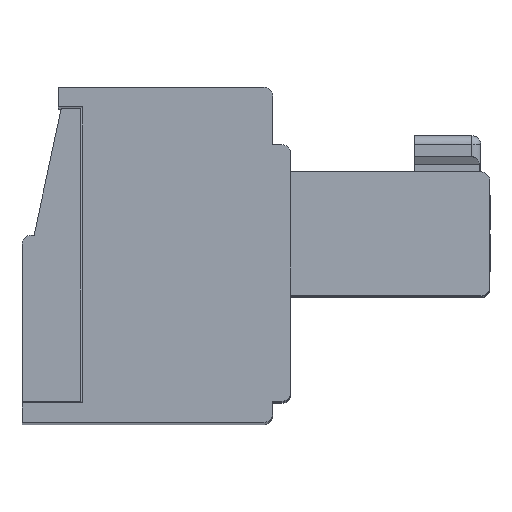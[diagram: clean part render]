
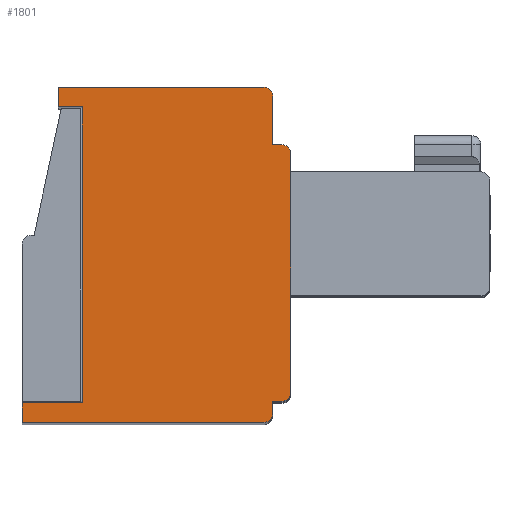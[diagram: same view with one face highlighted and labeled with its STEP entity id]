
A CAD part, top view. The second image highlights one B-rep face of the part: STEP entity #1801.
In plain terms, the highlighted planar face has unit normal (0, 0, 1).
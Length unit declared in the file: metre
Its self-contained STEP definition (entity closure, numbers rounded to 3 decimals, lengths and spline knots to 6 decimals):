
#1801=ADVANCED_FACE('',(#3998),#3999,.F.);
#3998=FACE_OUTER_BOUND('',#6512,.T.);
#3999=PLANE('',#6513);
#6512=EDGE_LOOP('',(#12010,#12011,#12012,#12013,#12014,#12015,#12016,#12017,#12018,#12019,#12020,#12021,#12022,#12023,#12024,#12025));
#6513=AXIS2_PLACEMENT_3D('',#12026,#12027,#12028);
#12010=ORIENTED_EDGE('',*,*,#16335,.F.);
#12011=ORIENTED_EDGE('',*,*,#16340,.T.);
#12012=ORIENTED_EDGE('',*,*,#16362,.T.);
#12013=ORIENTED_EDGE('',*,*,#16343,.T.);
#12014=ORIENTED_EDGE('',*,*,#16360,.T.);
#12015=ORIENTED_EDGE('',*,*,#16357,.T.);
#12016=ORIENTED_EDGE('',*,*,#16446,.T.);
#12017=ORIENTED_EDGE('',*,*,#16447,.T.);
#12018=ORIENTED_EDGE('',*,*,#16438,.F.);
#12019=ORIENTED_EDGE('',*,*,#16419,.T.);
#12020=ORIENTED_EDGE('',*,*,#16424,.T.);
#12021=ORIENTED_EDGE('',*,*,#16353,.T.);
#12022=ORIENTED_EDGE('',*,*,#16417,.T.);
#12023=ORIENTED_EDGE('',*,*,#16320,.T.);
#12024=ORIENTED_EDGE('',*,*,#16317,.T.);
#12025=ORIENTED_EDGE('',*,*,#16313,.T.);
#12026=CARTESIAN_POINT('',(0.013673,0.00851,0.033888));
#12027=DIRECTION('',(0.,0.,-1.0));
#12028=DIRECTION('',(0.0,-1.0,0.));
#16313=EDGE_CURVE('',#20016,#20014,#20017,.T.);
#16317=EDGE_CURVE('',#20021,#20016,#20022,.T.);
#16320=EDGE_CURVE('',#20025,#20021,#20026,.T.);
#16335=EDGE_CURVE('',#20048,#20014,#20050,.T.);
#16340=EDGE_CURVE('',#20048,#20055,#20057,.T.);
#16343=EDGE_CURVE('',#20061,#20059,#20062,.T.);
#16353=EDGE_CURVE('',#20077,#20075,#20078,.T.);
#16357=EDGE_CURVE('',#20085,#20083,#20086,.T.);
#16360=EDGE_CURVE('',#20059,#20085,#20089,.T.);
#16362=EDGE_CURVE('',#20055,#20061,#20091,.T.);
#16417=EDGE_CURVE('',#20075,#20025,#20169,.T.);
#16419=EDGE_CURVE('',#20171,#20172,#20173,.T.);
#16424=EDGE_CURVE('',#20172,#20077,#20180,.T.);
#16438=EDGE_CURVE('',#20171,#20198,#20199,.T.);
#16446=EDGE_CURVE('',#20083,#20211,#20212,.T.);
#16447=EDGE_CURVE('',#20211,#20198,#20213,.T.);
#20014=VERTEX_POINT('',#25358);
#20016=VERTEX_POINT('',#25361);
#20017=LINE('',#25362,#25363);
#20021=VERTEX_POINT('',#25369);
#20022=LINE('',#25370,#25371);
#20025=VERTEX_POINT('',#25375);
#20026=LINE('',#25376,#25377);
#20048=VERTEX_POINT('',#25408);
#20050=LINE('',#25411,#25412);
#20055=VERTEX_POINT('',#25419);
#20057=LINE('',#25422,#25423);
#20059=VERTEX_POINT('',#25425);
#20061=VERTEX_POINT('',#25428);
#20062=LINE('',#25429,#25430);
#20075=VERTEX_POINT('',#25448);
#20077=VERTEX_POINT('',#25451);
#20078=LINE('',#25452,#25453);
#20083=VERTEX_POINT('',#25460);
#20085=VERTEX_POINT('',#25463);
#20086=LINE('',#25464,#25465);
#20089=CIRCLE('',#25469,0.0003);
#20091=LINE('',#25471,#25472);
#20169=CIRCLE('',#25606,0.0003);
#20171=VERTEX_POINT('',#25608);
#20172=VERTEX_POINT('',#25609);
#20173=CIRCLE('',#25610,0.0003);
#20180=LINE('',#25619,#25620);
#20198=VERTEX_POINT('',#25645);
#20199=LINE('',#25646,#25647);
#20211=VERTEX_POINT('',#25664);
#20212=LINE('',#25665,#25666);
#20213=CIRCLE('',#25667,0.0003);
#25358=CARTESIAN_POINT('',(0.000473,0.01096,0.033888));
#25361=CARTESIAN_POINT('',(-0.000327,0.01096,0.033888));
#25362=CARTESIAN_POINT('',(0.013673,0.01096,0.033888));
#25363=VECTOR('',#29108,1.0);
#25369=CARTESIAN_POINT('',(-0.000327,0.01161,0.033888));
#25370=CARTESIAN_POINT('',(-0.000327,0.00851,0.033888));
#25371=VECTOR('',#29111,1.0);
#25375=CARTESIAN_POINT('',(0.006473,0.01161,0.033888));
#25376=CARTESIAN_POINT('',(0.013673,0.01161,0.033888));
#25377=VECTOR('',#29113,1.0);
#25408=CARTESIAN_POINT('',(0.000473,0.00116,0.033888));
#25411=CARTESIAN_POINT('',(0.000473,0.00116,0.033888));
#25412=VECTOR('',#29130,1.0);
#25419=CARTESIAN_POINT('',(-0.001527,0.00116,0.033888));
#25422=CARTESIAN_POINT('',(0.013673,0.00116,0.033888));
#25423=VECTOR('',#29134,1.0);
#25425=CARTESIAN_POINT('',(0.006473,0.00051,0.033888));
#25428=CARTESIAN_POINT('',(-0.001527,0.00051,0.033888));
#25429=CARTESIAN_POINT('',(0.013673,0.00051,0.033888));
#25430=VECTOR('',#29136,1.0);
#25448=CARTESIAN_POINT('',(0.006773,0.01131,0.033888));
#25451=CARTESIAN_POINT('',(0.006773,0.00971,0.033888));
#25452=CARTESIAN_POINT('',(0.006773,0.00851,0.033888));
#25453=VECTOR('',#29146,1.0);
#25460=CARTESIAN_POINT('',(0.006773,0.00121,0.033888));
#25463=CARTESIAN_POINT('',(0.006773,0.00081,0.033888));
#25464=CARTESIAN_POINT('',(0.006773,0.00851,0.033888));
#25465=VECTOR('',#29150,1.0);
#25469=AXIS2_PLACEMENT_3D('',#29152,#29153,#29154);
#25471=CARTESIAN_POINT('',(-0.001527,0.00851,0.033888));
#25472=VECTOR('',#29155,1.0);
#25606=AXIS2_PLACEMENT_3D('',#29207,#29208,#29209);
#25608=CARTESIAN_POINT('',(0.007373,0.00941,0.033888));
#25609=CARTESIAN_POINT('',(0.007073,0.00971,0.033888));
#25610=AXIS2_PLACEMENT_3D('',#29210,#29211,#29212);
#25619=CARTESIAN_POINT('',(0.006773,0.00971,0.033888));
#25620=VECTOR('',#29218,1.0);
#25645=CARTESIAN_POINT('',(0.007373,0.00151,0.033888));
#25646=CARTESIAN_POINT('',(0.007373,0.00941,0.033888));
#25647=VECTOR('',#29229,1.0);
#25664=CARTESIAN_POINT('',(0.007073,0.00121,0.033888));
#25665=CARTESIAN_POINT('',(0.013673,0.00121,0.033888));
#25666=VECTOR('',#29238,1.0);
#25667=AXIS2_PLACEMENT_3D('',#29239,#29240,#29241);
#29108=DIRECTION('',(1.0,0.,0.));
#29111=DIRECTION('',(0.,-1.0,0.));
#29113=DIRECTION('',(-1.0,0.,0.));
#29130=DIRECTION('',(0.,1.0,0.0));
#29134=DIRECTION('',(-1.0,0.,0.));
#29136=DIRECTION('',(1.0,0.,0.));
#29146=DIRECTION('',(0.,1.0,0.));
#29150=DIRECTION('',(0.,1.0,0.));
#29152=CARTESIAN_POINT('',(0.006473,0.00081,0.033888));
#29153=DIRECTION('',(0.,0.,1.0));
#29154=DIRECTION('',(-1.0,0.,0.));
#29155=DIRECTION('',(0.,-1.0,0.));
#29207=CARTESIAN_POINT('',(0.006473,0.01131,0.033888));
#29208=DIRECTION('',(0.,0.,1.0));
#29209=DIRECTION('',(-1.0,0.,0.));
#29210=CARTESIAN_POINT('',(0.007073,0.00941,0.033888));
#29211=DIRECTION('',(0.,0.,1.0));
#29212=DIRECTION('',(-1.0,0.0,0.));
#29218=DIRECTION('',(-1.0,0.,0.));
#29229=DIRECTION('',(0.,-1.0,0.0));
#29238=DIRECTION('',(1.0,0.,0.));
#29239=CARTESIAN_POINT('',(0.007073,0.00151,0.033888));
#29240=DIRECTION('',(0.,0.,1.0));
#29241=DIRECTION('',(-1.0,0.,0.));
